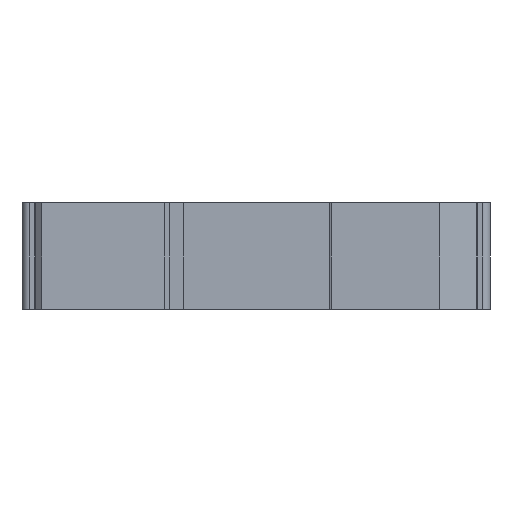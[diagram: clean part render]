
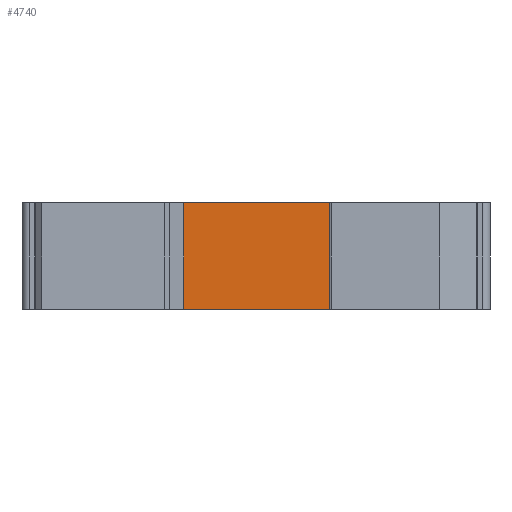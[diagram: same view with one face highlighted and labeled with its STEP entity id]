
A CAD part, front view. The second image highlights one B-rep face of the part: STEP entity #4740.
In plain terms, the highlighted planar face has unit normal (0, -1, 0).
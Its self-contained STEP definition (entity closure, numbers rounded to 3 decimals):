
#1430=CARTESIAN_POINT('',(-18.,0.,0.));
#1440=VERTEX_POINT('',#1430);
#1470=CARTESIAN_POINT('',(0.,0.,
0.));
#1480=DIRECTION('',(1.,0.,0.));
#1490=VECTOR('',#1480,1.);
#1500=LINE('',#1470,#1490);
#1510=CARTESIAN_POINT('',(17.5,0.,
0.));
#1520=VERTEX_POINT('',#1510);
#1530=EDGE_CURVE('',#1440,#1520,#1500,.T.);
#3950=CARTESIAN_POINT('',(17.5,0.,26.4));
#3960=DIRECTION('',(0.,0.,-1.));
#3970=VECTOR('',#3960,1.);
#3980=LINE('',#3950,#3970);
#3990=CARTESIAN_POINT('',(17.5,0.,22.6));
#4000=VERTEX_POINT('',#3990);
#4010=EDGE_CURVE('',#4000,#1520,#3980,.T.);
#4190=CARTESIAN_POINT('',(-17.5,0.,
22.6));
#4200=DIRECTION('',(-0.,1.,0.));
#4210=DIRECTION('',(1.,0.,0.));
#4220=AXIS2_PLACEMENT_3D('',#4190,#4200,#4210);
#4230=PLANE('',#4220);
#4240=CARTESIAN_POINT('',(0.,0.,22.6));
#4250=DIRECTION('',(-1.,0.,0.));
#4260=VECTOR('',#4250,1.);
#4270=LINE('',#4240,#4260);
#4280=CARTESIAN_POINT('',(-18.,0.,22.6));
#4290=VERTEX_POINT('',#4280);
#4300=EDGE_CURVE('',#4000,#4290,#4270,.T.);
#4310=ORIENTED_EDGE('',*,*,#4300,.T.);
#4320=ORIENTED_EDGE('',*,*,#4010,.F.);
#4330=ORIENTED_EDGE('',*,*,#1530,.T.);
#4340=CARTESIAN_POINT('',(-18.,0.,26.4));
#4350=DIRECTION('',(0.,0.,-1.));
#4360=VECTOR('',#4350,1.);
#4370=LINE('',#4340,#4360);
#4380=CARTESIAN_POINT('',(-18.,0.,
0.05));
#4390=VERTEX_POINT('',#4380);
#4400=EDGE_CURVE('',#4390,#1440,#4370,.T.);
#4410=ORIENTED_EDGE('',*,*,#4400,.T.);
#4420=CARTESIAN_POINT('',(0.,0.,
0.05));
#4430=DIRECTION('',(1.,0.,0.));
#4440=VECTOR('',#4430,1.);
#4450=LINE('',#4420,#4440);
#4460=CARTESIAN_POINT('',(-17.5,0.,
0.05));
#4470=VERTEX_POINT('',#4460);
#4480=EDGE_CURVE('',#4390,#4470,#4450,.T.);
#4490=ORIENTED_EDGE('',*,*,#4480,.F.);
#4500=CARTESIAN_POINT('',(-17.5,0.,26.4));
#4510=DIRECTION('',(0.,-0.,1.));
#4520=VECTOR('',#4510,1.);
#4530=LINE('',#4500,#4520);
#4540=CARTESIAN_POINT('',(-17.5,0.,
22.55));
#4550=VERTEX_POINT('',#4540);
#4560=EDGE_CURVE('',#4470,#4550,#4530,.T.);
#4570=ORIENTED_EDGE('',*,*,#4560,.F.);
#4580=CARTESIAN_POINT('',(0.,0.,
22.55));
#4590=DIRECTION('',(-1.,0.,0.));
#4600=VECTOR('',#4590,1.);
#4610=LINE('',#4580,#4600);
#4620=CARTESIAN_POINT('',(-18.,0.,
22.55));
#4630=VERTEX_POINT('',#4620);
#4640=EDGE_CURVE('',#4550,#4630,#4610,.T.);
#4650=ORIENTED_EDGE('',*,*,#4640,.F.);
#4660=CARTESIAN_POINT('',(-18.,0.,
22.6));
#4670=DIRECTION('',(0.,0.,-1.));
#4680=VECTOR('',#4670,1.);
#4690=LINE('',#4660,#4680);
#4700=EDGE_CURVE('',#4290,#4630,#4690,.T.);
#4710=ORIENTED_EDGE('',*,*,#4700,.T.);
#4720=EDGE_LOOP('',(#4710,#4650,#4570,#4490,#4410,#4330,#4320,#4310));
#4730=FACE_OUTER_BOUND('',#4720,.T.);
#4740=ADVANCED_FACE('',(#4730),#4230,.F.);
